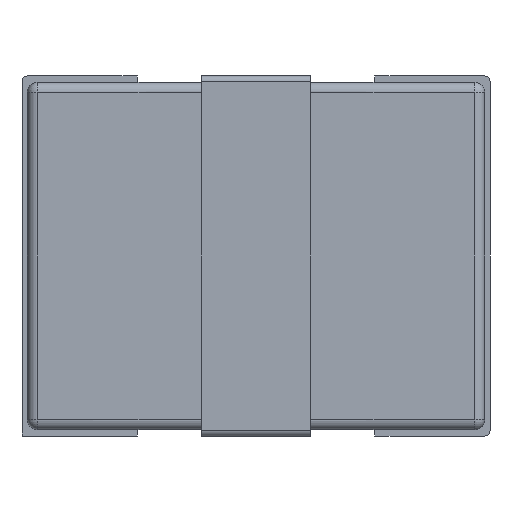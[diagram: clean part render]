
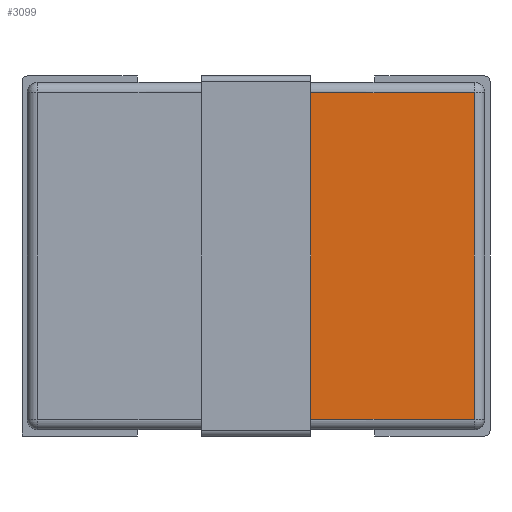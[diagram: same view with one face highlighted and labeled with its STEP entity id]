
A CAD part, left-side view. The second image highlights one B-rep face of the part: STEP entity #3099.
In plain terms, the highlighted planar face has unit normal (-1, 0, 0).
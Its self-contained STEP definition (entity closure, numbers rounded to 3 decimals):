
#69=B_SPLINE_CURVE_WITH_KNOTS('',3,(#4135,#4136,#4137,#4138),
 .UNSPECIFIED.,.F.,.F.,(4,4),(0.03,0.97),
 .UNSPECIFIED.);
#199=ORIENTED_EDGE('',*,*,#865,.T.);
#200=ORIENTED_EDGE('',*,*,#866,.T.);
#201=ORIENTED_EDGE('',*,*,#852,.F.);
#202=ORIENTED_EDGE('',*,*,#867,.T.);
#852=EDGE_CURVE('',#1187,#1188,#69,.F.);
#865=EDGE_CURVE('',#1196,#1197,#1412,.F.);
#866=EDGE_CURVE('',#1197,#1188,#1413,.F.);
#867=EDGE_CURVE('',#1187,#1196,#1414,.T.);
#1187=VERTEX_POINT('',#4134);
#1188=VERTEX_POINT('',#4139);
#1196=VERTEX_POINT('',#4166);
#1197=VERTEX_POINT('',#4167);
#1412=LINE('',#4165,#1665);
#1413=LINE('',#4168,#1666);
#1414=LINE('',#4169,#1667);
#1665=VECTOR('',#3483,1000.);
#1666=VECTOR('',#3484,1000.);
#1667=VECTOR('',#3485,1000.);
#1903=EDGE_LOOP('',(#199,#200,#201,#202));
#2028=FACE_BOUND('',#1903,.T.);
#2153=PLANE('',#3236);
#3099=ADVANCED_FACE('',(#2028),#2153,.F.);
#3236=AXIS2_PLACEMENT_3D('',#4164,#3481,#3482);
#3481=DIRECTION('',(1.,0.,0.));
#3482=DIRECTION('',(0.,0.,-1.));
#3483=DIRECTION('',(0.,0.,-1.));
#3484=DIRECTION('',(0.,-1.,0.));
#3485=DIRECTION('',(0.,-1.,0.));
#4134=CARTESIAN_POINT('',(-1.,-0.15,-0.446));
#4135=CARTESIAN_POINT('',(-0.999,-0.15,0.446));
#4136=CARTESIAN_POINT('',(-0.999,-0.15,0.149));
#4137=CARTESIAN_POINT('',(-0.999,-0.15,-0.149));
#4138=CARTESIAN_POINT('',(-0.999,-0.15,-0.446));
#4139=CARTESIAN_POINT('',(-1.,-0.15,0.446));
#4164=CARTESIAN_POINT('',(-1.,0.625,0.475));
#4165=CARTESIAN_POINT('',(-1.,-0.596,0.475));
#4166=CARTESIAN_POINT('',(-1.,-0.596,-0.446));
#4167=CARTESIAN_POINT('',(-1.,-0.596,0.446));
#4168=CARTESIAN_POINT('',(-1.,-0.15,0.446));
#4169=CARTESIAN_POINT('',(-1.,0.625,-0.446));
